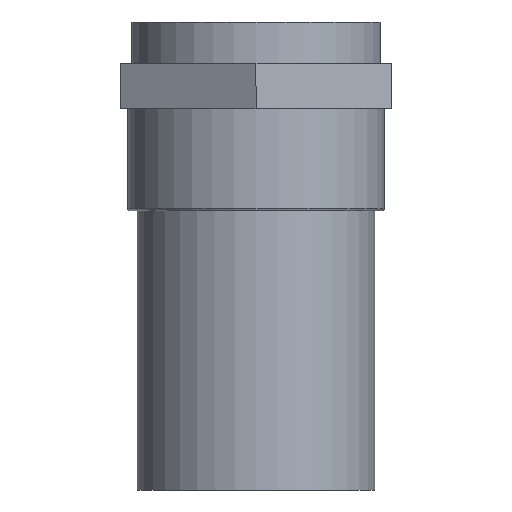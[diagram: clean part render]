
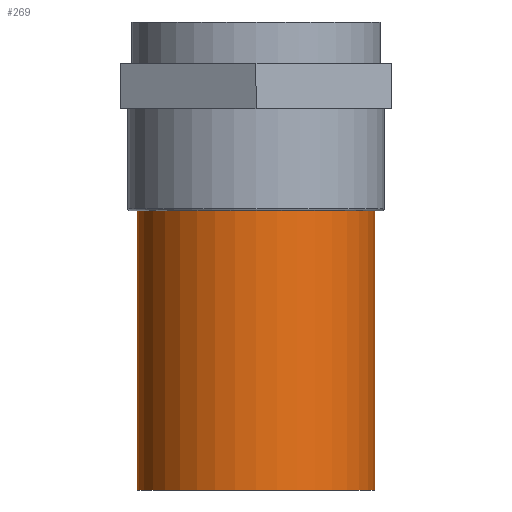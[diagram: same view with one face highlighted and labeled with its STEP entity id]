
A CAD part, front view. The second image highlights one B-rep face of the part: STEP entity #269.
In plain terms, the highlighted cylindrical face has radius 31.5 mm (diameter 63 mm), a partial arc.
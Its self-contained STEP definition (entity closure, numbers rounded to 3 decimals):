
#15 = ORIENTED_EDGE ( 'NONE', *, *, #383, .T. ) ;
#16 = CIRCLE ( 'NONE', #640, 31.5 ) ;
#56 = CARTESIAN_POINT ( 'NONE',  ( 31.5, 0., -124. ) ) ;
#85 = LINE ( 'NONE', #427, #396 ) ;
#165 = CARTESIAN_POINT ( 'NONE',  ( -31.5, 0., 0. ) ) ;
#168 = CARTESIAN_POINT ( 'NONE',  ( 31.5, 0., -50. ) ) ;
#178 = DIRECTION ( 'NONE',  ( 0., 0., 1. ) ) ;
#187 = EDGE_CURVE ( 'NONE', #928, #210, #16, .T. ) ;
#193 = AXIS2_PLACEMENT_3D ( 'NONE', #942, #178, #520 ) ;
#200 = CARTESIAN_POINT ( 'NONE',  ( 0., 0., -124. ) ) ;
#210 = VERTEX_POINT ( 'NONE', #168 ) ;
#245 = CARTESIAN_POINT ( 'NONE',  ( 0., 0., -50. ) ) ;
#262 = FACE_OUTER_BOUND ( 'NONE', #591, .T. ) ;
#269 = ADVANCED_FACE ( 'NONE', ( #262 ), #605, .T. ) ;
#295 = VERTEX_POINT ( 'NONE', #611 ) ;
#348 = ORIENTED_EDGE ( 'NONE', *, *, #1029, .T. ) ;
#383 = EDGE_CURVE ( 'NONE', #295, #864, #852, .T. ) ;
#396 = VECTOR ( 'NONE', #765, 1000. ) ;
#427 = CARTESIAN_POINT ( 'NONE',  ( 31.5, 0., 0. ) ) ;
#503 = DIRECTION ( 'NONE',  ( 0., 0., 1. ) ) ;
#520 = DIRECTION ( 'NONE',  ( 1., 0., 0. ) ) ;
#538 = DIRECTION ( 'NONE',  ( 0., 0., 1. ) ) ;
#587 = DIRECTION ( 'NONE',  ( 0., 0., 1. ) ) ;
#591 = EDGE_LOOP ( 'NONE', ( #948, #15, #348, #870 ) ) ;
#594 = VECTOR ( 'NONE', #503, 1000. ) ;
#605 = CYLINDRICAL_SURFACE ( 'NONE', #193, 31.5 ) ;
#611 = CARTESIAN_POINT ( 'NONE',  ( -31.5, 0., -124. ) ) ;
#640 = AXIS2_PLACEMENT_3D ( 'NONE', #245, #587, #925 ) ;
#765 = DIRECTION ( 'NONE',  ( 0., 0., 1. ) ) ;
#852 = CIRCLE ( 'NONE', #995, 31.5 ) ;
#864 = VERTEX_POINT ( 'NONE', #56 ) ;
#870 = ORIENTED_EDGE ( 'NONE', *, *, #187, .F. ) ;
#876 = DIRECTION ( 'NONE',  ( 1., 0., 0. ) ) ;
#925 = DIRECTION ( 'NONE',  ( 1., 0., 0. ) ) ;
#926 = LINE ( 'NONE', #165, #594 ) ;
#928 = VERTEX_POINT ( 'NONE', #998 ) ;
#942 = CARTESIAN_POINT ( 'NONE',  ( 0., 0., 0. ) ) ;
#948 = ORIENTED_EDGE ( 'NONE', *, *, #991, .F. ) ;
#991 = EDGE_CURVE ( 'NONE', #295, #928, #926, .T. ) ;
#995 = AXIS2_PLACEMENT_3D ( 'NONE', #200, #538, #876 ) ;
#998 = CARTESIAN_POINT ( 'NONE',  ( -31.5, 0., -50. ) ) ;
#1029 = EDGE_CURVE ( 'NONE', #864, #210, #85, .T. ) ;
